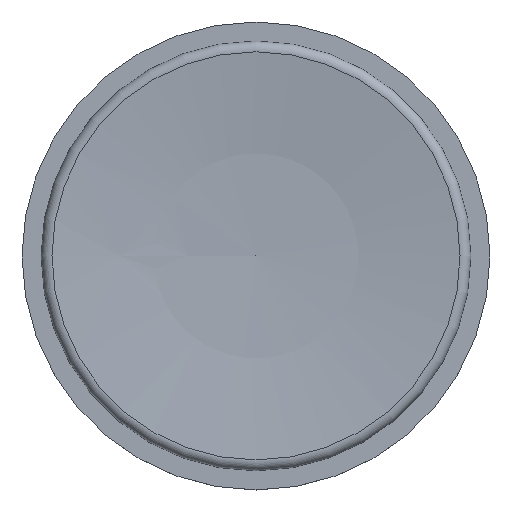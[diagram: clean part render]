
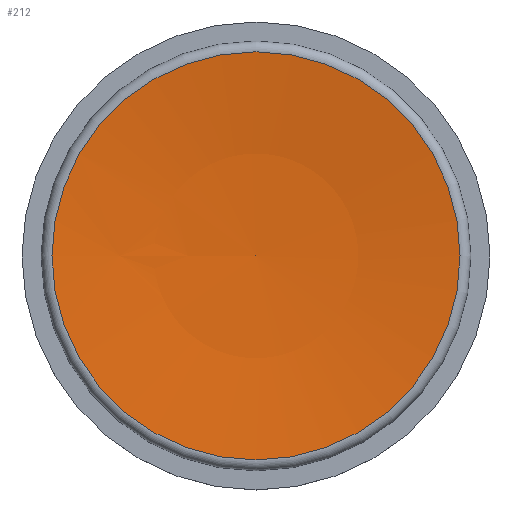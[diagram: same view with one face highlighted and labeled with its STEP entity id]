
A CAD part, top view. The second image highlights one B-rep face of the part: STEP entity #212.
In plain terms, the highlighted spherical face has radius 80 mm.
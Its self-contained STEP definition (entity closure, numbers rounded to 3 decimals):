
#15=SPHERICAL_SURFACE('',#258,80.);
#38=FACE_OUTER_BOUND('',#54,.T.);
#54=EDGE_LOOP('',(#187,#188,#189,#190));
#91=CIRCLE('',#256,10.683);
#92=CIRCLE('',#257,10.683);
#93=CIRCLE('',#259,80.);
#110=VERTEX_POINT('',#390);
#111=VERTEX_POINT('',#392);
#112=VERTEX_POINT('',#396);
#137=EDGE_CURVE('',#110,#111,#91,.T.);
#138=EDGE_CURVE('',#111,#110,#92,.T.);
#139=EDGE_CURVE('',#111,#112,#93,.T.);
#187=ORIENTED_EDGE('',*,*,#138,.F.);
#188=ORIENTED_EDGE('',*,*,#139,.T.);
#189=ORIENTED_EDGE('',*,*,#139,.F.);
#190=ORIENTED_EDGE('',*,*,#137,.F.);
#212=ADVANCED_FACE('',(#38),#15,.F.);
#256=AXIS2_PLACEMENT_3D('',#393,#325,#326);
#257=AXIS2_PLACEMENT_3D('',#394,#327,#328);
#258=AXIS2_PLACEMENT_3D('',#395,#329,#330);
#259=AXIS2_PLACEMENT_3D('',#397,#331,#332);
#325=DIRECTION('center_axis',(0.,0.,-1.));
#326=DIRECTION('ref_axis',(1.,0.,0.));
#327=DIRECTION('center_axis',(0.,0.,-1.));
#328=DIRECTION('ref_axis',(1.,0.,0.));
#329=DIRECTION('center_axis',(0.,0.,1.));
#330=DIRECTION('ref_axis',(1.,0.,0.));
#331=DIRECTION('center_axis',(0.,-1.,0.));
#332=DIRECTION('ref_axis',(-1.,0.,0.));
#390=CARTESIAN_POINT('',(-9.317,20.,23.317));
#392=CARTESIAN_POINT('',(-30.683,20.,23.317));
#393=CARTESIAN_POINT('Origin',(-20.,20.,23.317));
#394=CARTESIAN_POINT('Origin',(-20.,20.,23.317));
#395=CARTESIAN_POINT('Origin',(-20.,20.,102.6));
#396=CARTESIAN_POINT('',(-20.,20.,22.6));
#397=CARTESIAN_POINT('Origin',(-20.,20.,102.6));
